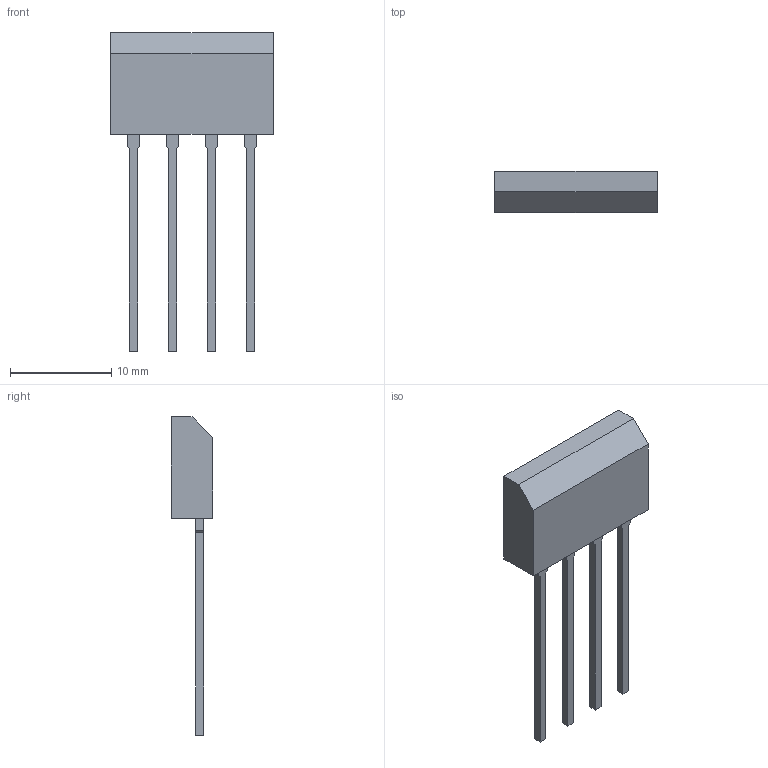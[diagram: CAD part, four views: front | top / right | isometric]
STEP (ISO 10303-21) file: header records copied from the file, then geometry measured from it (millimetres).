
FILE_DESCRIPTION(('FreeCAD Model'),'2;1');
FILE_NAME('2060057.1.1.stp','2020-04-10T21:05:08',( 'Author'),(''),'Open CASCADE STEP processor 6.9','FreeCAD','Unknown' );
FILE_SCHEMA(('AUTOMOTIVE_DESIGN { 1 0 10303 214 1 1 1 1 }'));
Length unit declared in the file: millimetre
Products named in the file (3): ASSEMBLY; Body; PinsArray
Assembly tree (2 placements, depth 2):
  ASSEMBLY
    Body
    PinsArray
Bounding box: 16 x 4.1 x 31.4 mm (x, y, z)
Volume: 678.8 mm3; surface area: 794.8 mm2
Topology: 5 solids, 5 shells, 47 faces, 111 edges, 74 vertices
Faces by surface type: plane 47
Entity records: 2855 total; most frequent: CARTESIAN_POINT 457, DIRECTION 433, LINE 333, VECTOR 333, ORIENTED_EDGE 222, PCURVE 222, DEFINITIONAL_REPRESENTATION 222, EDGE_CURVE 111
